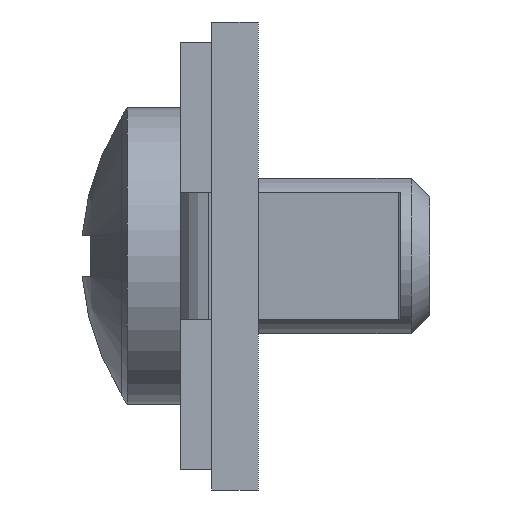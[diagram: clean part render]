
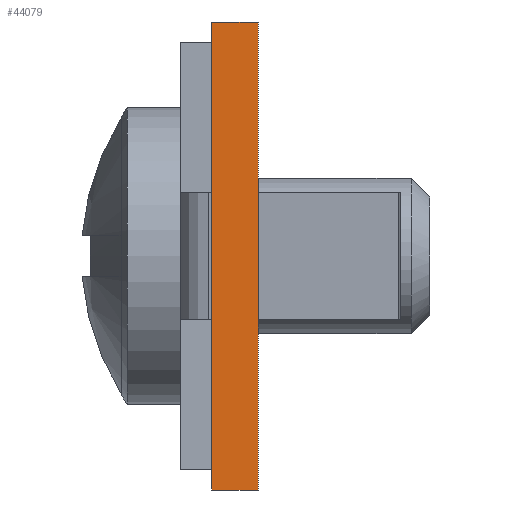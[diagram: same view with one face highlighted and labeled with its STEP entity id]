
A CAD part, left-side view. The second image highlights one B-rep face of the part: STEP entity #44079.
In plain terms, the highlighted planar face has unit normal (-1, 0, 0).
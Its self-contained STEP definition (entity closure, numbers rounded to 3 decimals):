
#3387 = VERTEX_POINT ( 'NONE', #7045 ) ;
#3398 = VERTEX_POINT ( 'NONE', #7095 ) ;
#3543 = VERTEX_POINT ( 'NONE', #7179 ) ;
#3574 = VERTEX_POINT ( 'NONE', #7262 ) ;
#7045 = CARTESIAN_POINT ( 'NONE',  ( -6.75, 1.5, 0. ) ) ;
#7095 = CARTESIAN_POINT ( 'NONE',  ( -6.75, 1.5, -15. ) ) ;
#7179 = CARTESIAN_POINT ( 'NONE',  ( -6.75, 0., 0. ) ) ;
#7262 = CARTESIAN_POINT ( 'NONE',  ( -6.75, 0., -15. ) ) ;
#12290 = DIRECTION ( 'NONE',  ( 0., 0., 1. ) ) ;
#12297 = LINE ( 'NONE', #12313, #49258 ) ;
#12313 = CARTESIAN_POINT ( 'NONE',  ( -6.75, 1.5, -15. ) ) ;
#15366 = CARTESIAN_POINT ( 'NONE',  ( -6.75, 1.5, 0. ) ) ;
#15374 = LINE ( 'NONE', #15366, #25900 ) ;
#15410 = DIRECTION ( 'NONE',  ( 0., 1., 0. ) ) ;
#16091 = CARTESIAN_POINT ( 'NONE',  ( -6.75, 0., 0. ) ) ;
#16102 = DIRECTION ( 'NONE',  ( 0., 0., -1. ) ) ;
#16119 = LINE ( 'NONE', #16091, #25586 ) ;
#16240 = LINE ( 'NONE', #16273, #25834 ) ;
#16253 = DIRECTION ( 'NONE',  ( 0., -1., 0. ) ) ;
#16273 = CARTESIAN_POINT ( 'NONE',  ( -6.75, 1.5, -15. ) ) ;
#21948 = EDGE_CURVE ( 'NONE', #3398, #3387, #12297, .T. ) ;
#22962 = EDGE_CURVE ( 'NONE', #3543, #3574, #16119, .T. ) ;
#23007 = EDGE_CURVE ( 'NONE', #3398, #3574, #16240, .T. ) ;
#23069 = EDGE_CURVE ( 'NONE', #3543, #3387, #15374, .T. ) ;
#25586 = VECTOR ( 'NONE', #16102, 1000. ) ;
#25834 = VECTOR ( 'NONE', #16253, 1000. ) ;
#25900 = VECTOR ( 'NONE', #15410, 1000. ) ;
#36254 = AXIS2_PLACEMENT_3D ( 'NONE', #47806, #47789, #47793 ) ;
#44079 = ADVANCED_FACE ( 'NONE', ( #47802 ), #47788, .F. ) ;
#47361 = EDGE_LOOP ( 'NONE', ( #54849, #54830, #54878, #54852 ) ) ;
#47788 = PLANE ( 'NONE',  #36254 ) ;
#47789 = DIRECTION ( 'NONE',  ( 1., 0., 0. ) ) ;
#47793 = DIRECTION ( 'NONE',  ( 0., 0., -1. ) ) ;
#47802 = FACE_OUTER_BOUND ( 'NONE', #47361, .T. ) ;
#47806 = CARTESIAN_POINT ( 'NONE',  ( -6.75, 1.5, 0. ) ) ;
#49258 = VECTOR ( 'NONE', #12290, 1000. ) ;
#54830 = ORIENTED_EDGE ( 'NONE', *, *, #21948, .F. ) ;
#54849 = ORIENTED_EDGE ( 'NONE', *, *, #23069, .T. ) ;
#54852 = ORIENTED_EDGE ( 'NONE', *, *, #22962, .F. ) ;
#54878 = ORIENTED_EDGE ( 'NONE', *, *, #23007, .T. ) ;
